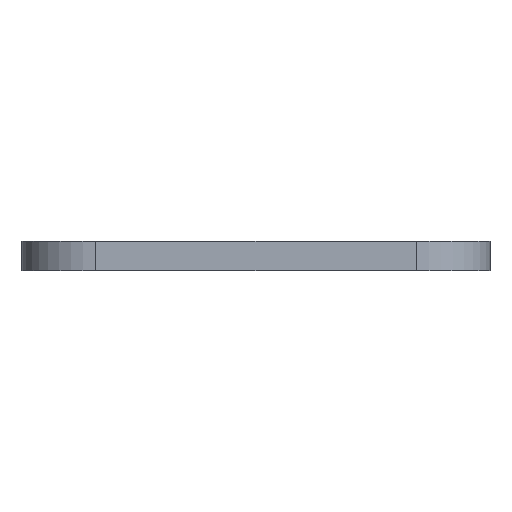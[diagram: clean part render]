
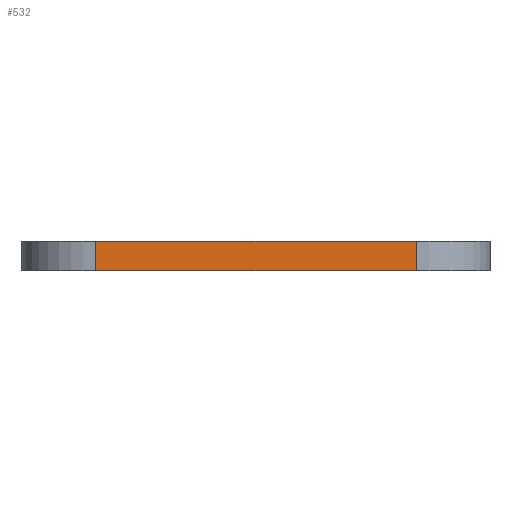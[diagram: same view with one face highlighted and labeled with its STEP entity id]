
A CAD part, front view. The second image highlights one B-rep face of the part: STEP entity #532.
In plain terms, the highlighted planar face has unit normal (0, -1, 0).
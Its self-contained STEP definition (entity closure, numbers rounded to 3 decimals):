
#50 = AXIS2_PLACEMENT_3D ( 'NONE', #619, #1012, #227 ) ;
#78 = EDGE_CURVE ( 'NONE', #284, #207, #230, .T. ) ;
#101 = DIRECTION ( 'NONE',  ( 1., 0., 0. ) ) ;
#102 = EDGE_LOOP ( 'NONE', ( #211, #981, #193, #945 ) ) ;
#133 = VECTOR ( 'NONE', #329, 1000. ) ;
#186 = DIRECTION ( 'NONE',  ( 0., 0., -1. ) ) ;
#190 = LINE ( 'NONE', #419, #1000 ) ;
#193 = ORIENTED_EDGE ( 'NONE', *, *, #78, .T. ) ;
#207 = VERTEX_POINT ( 'NONE', #438 ) ;
#211 = ORIENTED_EDGE ( 'NONE', *, *, #545, .F. ) ;
#227 = DIRECTION ( 'NONE',  ( 0., 0., 1. ) ) ;
#230 = LINE ( 'NONE', #799, #933 ) ;
#234 = DIRECTION ( 'NONE',  ( 1., 0., 0. ) ) ;
#276 = CARTESIAN_POINT ( 'NONE',  ( -98.464, -367.109, 4. ) ) ;
#284 = VERTEX_POINT ( 'NONE', #980 ) ;
#310 = CARTESIAN_POINT ( 'NONE',  ( -108.464, -367.109, 4. ) ) ;
#314 = LINE ( 'NONE', #310, #520 ) ;
#329 = DIRECTION ( 'NONE',  ( 0., 0., 1. ) ) ;
#399 = VERTEX_POINT ( 'NONE', #684 ) ;
#407 = LINE ( 'NONE', #740, #133 ) ;
#419 = CARTESIAN_POINT ( 'NONE',  ( -98.464, -367.109, 4. ) ) ;
#438 = CARTESIAN_POINT ( 'NONE',  ( -55.079, -367.109, 0. ) ) ;
#459 = PLANE ( 'NONE',  #50 ) ;
#520 = VECTOR ( 'NONE', #234, 1000. ) ;
#532 = ADVANCED_FACE ( 'NONE', ( #707 ), #459, .F. ) ;
#545 = EDGE_CURVE ( 'NONE', #885, #399, #314, .T. ) ;
#619 = CARTESIAN_POINT ( 'NONE',  ( -108.464, -367.109, 4. ) ) ;
#684 = CARTESIAN_POINT ( 'NONE',  ( -55.079, -367.109, 4. ) ) ;
#707 = FACE_OUTER_BOUND ( 'NONE', #102, .T. ) ;
#723 = EDGE_CURVE ( 'NONE', #885, #284, #190, .T. ) ;
#740 = CARTESIAN_POINT ( 'NONE',  ( -55.079, -367.109, 4. ) ) ;
#777 = EDGE_CURVE ( 'NONE', #207, #399, #407, .T. ) ;
#799 = CARTESIAN_POINT ( 'NONE',  ( -108.464, -367.109, 0. ) ) ;
#885 = VERTEX_POINT ( 'NONE', #276 ) ;
#933 = VECTOR ( 'NONE', #101, 1000. ) ;
#945 = ORIENTED_EDGE ( 'NONE', *, *, #777, .T. ) ;
#980 = CARTESIAN_POINT ( 'NONE',  ( -98.464, -367.109, 0. ) ) ;
#981 = ORIENTED_EDGE ( 'NONE', *, *, #723, .T. ) ;
#1000 = VECTOR ( 'NONE', #186, 1000. ) ;
#1012 = DIRECTION ( 'NONE',  ( 0., 1., 0. ) ) ;
